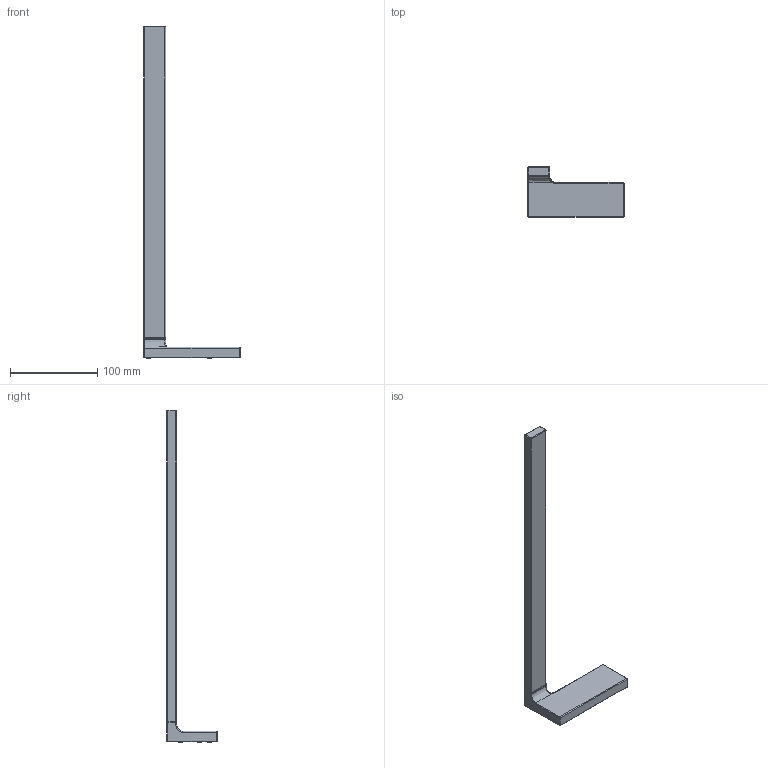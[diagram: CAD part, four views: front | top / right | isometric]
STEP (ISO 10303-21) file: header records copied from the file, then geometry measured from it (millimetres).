
FILE_DESCRIPTION(('CATIA V6 STEP','CAx-IF Rec.Pracs.--- Model Styling and Organization---1.4--- 2014-01-23','CAx-IF Rec.Pracs.---3D Tessellated Data Validation Properties---0.5---2014-09-14'),'2;1');
FILE_NAME('prd-HG-00014581.stp','2021-10-14T11:43:48+00:00',('none'),('none'),'3DEXPERIENCE Platform3DEXPERIENCE R2019x HotFix 5','3DEXPERIENCE Platform STEP AP242 v1','none');
FILE_SCHEMA(('AP242_MANAGED_MODEL_BASED_3D_ENGINEERING_MIM_LF {1 0 10303 442 1 1 4}'));
Length unit declared in the file: millimetre
Products named in the file (6): P-2_AX_Univ.Rectangular_Handtuchhalter; FUE_Spannbolzen_M5_x_42_ACC_AX_Starck_Next; V5_Zyl-Schraube_DIN_912-M6x30-A2; V5_Griffstopfen_KHM_M54; P-2_Handtuchstange_ACC_Starck_Next; P-2_Rueckplatte_Handtuchhalter_AX_Starck_ein
Assembly tree (7 placements, depth 2):
  P-2_AX_Univ.Rectangular_Handtuchhalter
    FUE_Spannbolzen_M5_x_42_ACC_AX_Starck_Next
    V5_Zyl-Schraube_DIN_912-M6x30-A2
    V5_Griffstopfen_KHM_M54  x3
    P-2_Handtuchstange_ACC_Starck_Next
    P-2_Rueckplatte_Handtuchhalter_AX_Starck_ein
Bounding box: 110 x 57.5 x 380.3 mm (x, y, z)
Volume: 160134 mm3; surface area: 42234.3 mm2
Topology: 7 solids, 7 shells, 285 faces, 643 edges, 374 vertices
Faces by surface type: cylinder 82, plane 67, bspline 57, cone 47, torus 23, sphere 7, extrusion 2
Entity records: 8780 total; most frequent: CARTESIAN_POINT 3767, ORIENTED_EDGE 1172, DIRECTION 670, EDGE_CURVE 586, VERTEX_POINT 346, AXIS2_PLACEMENT_3D 338, EDGE_LOOP 268, ADVANCED_FACE 259
